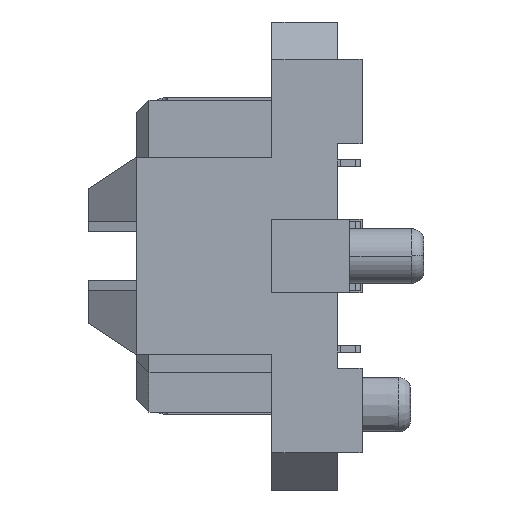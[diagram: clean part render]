
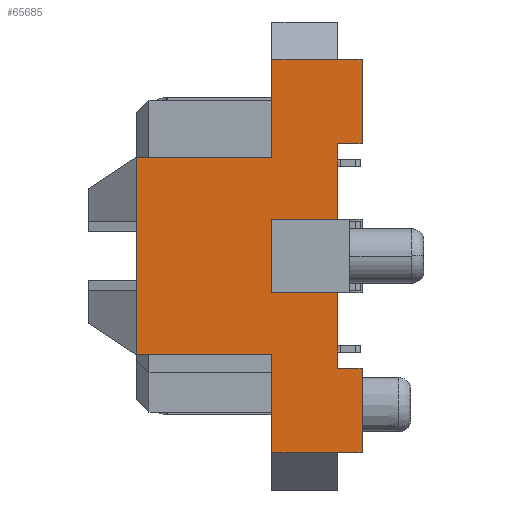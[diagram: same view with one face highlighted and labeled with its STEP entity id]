
A CAD part, left-side view. The second image highlights one B-rep face of the part: STEP entity #65685.
In plain terms, the highlighted planar face has unit normal (-1, 0, 0).
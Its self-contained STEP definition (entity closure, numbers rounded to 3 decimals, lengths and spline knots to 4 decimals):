
#1=DIRECTION('',(0.,0.,-1.));
#2=VECTOR('',#1,2.01);
#3=CARTESIAN_POINT('',(-14.555,1.85,-2.03));
#4=LINE('',#3,#2);
#5=DIRECTION('',(0.,0.,-1.));
#6=VECTOR('',#5,2.01);
#7=CARTESIAN_POINT('',(-14.555,1.85,4.04));
#8=LINE('',#7,#6);
#9=DIRECTION('',(0.,0.,1.));
#10=VECTOR('',#9,1.5);
#11=CARTESIAN_POINT('',(-14.555,1.85,-0.75));
#12=LINE('',#11,#10);
#13=DIRECTION('',(0.,0.,-1.));
#14=VECTOR('',#13,1.55);
#15=CARTESIAN_POINT('',(-14.555,0.5,-0.75));
#16=LINE('',#15,#14);
#21=DIRECTION('',(0.,-1.,0.));
#22=VECTOR('',#21,1.35);
#23=CARTESIAN_POINT('',(-14.555,1.85,-0.75));
#24=LINE('',#23,#22);
#67=DIRECTION('',(0.,1.,0.));
#68=VECTOR('',#67,1.35);
#69=CARTESIAN_POINT('',(-14.555,0.5,0.75));
#70=LINE('',#69,#68);
#75=DIRECTION('',(0.,0.,-1.));
#76=VECTOR('',#75,1.55);
#77=CARTESIAN_POINT('',(-14.555,0.5,2.3));
#78=LINE('',#77,#76);
#115=DIRECTION('',(0.,-1.,0.));
#116=VECTOR('',#115,0.5);
#117=CARTESIAN_POINT('',(-14.555,0.5,2.3));
#118=LINE('',#117,#116);
#127=DIRECTION('',(0.,0.,1.));
#128=VECTOR('',#127,1.74);
#129=CARTESIAN_POINT('',(-14.555,0.,2.3));
#130=LINE('',#129,#128);
#135=DIRECTION('',(0.,1.,0.));
#136=VECTOR('',#135,0.5);
#137=CARTESIAN_POINT('',(-14.555,0.,4.04));
#138=LINE('',#137,#136);
#4981=DIRECTION('',(0.,0.,1.));
#4982=VECTOR('',#4981,1.4);
#4983=CARTESIAN_POINT('',(-14.555,4.62,-0.7));
#4984=LINE('',#4983,#4982);
#11641=DIRECTION('',(0.,-1.,0.));
#11642=VECTOR('',#11641,2.77);
#11643=CARTESIAN_POINT('',(-14.555,4.62,2.03));
#11644=LINE('',#11643,#11642);
#11657=DIRECTION('',(0.,0.,1.));
#11658=VECTOR('',#11657,1.33);
#11659=CARTESIAN_POINT('',(-14.555,4.62,0.7));
#11660=LINE('',#11659,#11658);
#12133=DIRECTION('',(0.,1.,0.));
#12134=VECTOR('',#12133,2.77);
#12135=CARTESIAN_POINT('',(-14.555,1.85,-2.03));
#12136=LINE('',#12135,#12134);
#18925=DIRECTION('',(0.,0.,1.));
#18926=VECTOR('',#18925,1.33);
#18927=CARTESIAN_POINT('',(-14.555,4.62,-2.03));
#18928=LINE('',#18927,#18926);
#49449=DIRECTION('',(0.,1.,0.));
#49450=VECTOR('',#49449,1.35);
#49451=CARTESIAN_POINT('',(-14.555,0.5,-4.04));
#49452=LINE('',#49451,#49450);
#50009=DIRECTION('',(0.,-1.,0.));
#50010=VECTOR('',#50009,0.5);
#50011=CARTESIAN_POINT('',(-14.555,0.5,-4.04));
#50012=LINE('',#50011,#50010);
#50013=DIRECTION('',(0.,0.,1.));
#50014=VECTOR('',#50013,1.74);
#50015=CARTESIAN_POINT('',(-14.555,0.,-4.04));
#50016=LINE('',#50015,#50014);
#50025=DIRECTION('',(0.,1.,0.));
#50026=VECTOR('',#50025,0.5);
#50027=CARTESIAN_POINT('',(-14.555,0.,-2.3));
#50028=LINE('',#50027,#50026);
#50947=DIRECTION('',(0.,-1.,0.));
#50948=VECTOR('',#50947,1.35);
#50949=CARTESIAN_POINT('',(-14.555,1.85,4.04));
#50950=LINE('',#50949,#50948);
#57773=CARTESIAN_POINT('',(-14.555,1.85,-0.75));
#57774=CARTESIAN_POINT('',(-14.555,1.85,0.75));
#57775=VERTEX_POINT('',#57773);
#57776=VERTEX_POINT('',#57774);
#57943=CARTESIAN_POINT('',(-14.555,1.85,4.04));
#57944=VERTEX_POINT('',#57943);
#57945=CARTESIAN_POINT('',(-14.555,1.85,2.03));
#57946=VERTEX_POINT('',#57945);
#57995=CARTESIAN_POINT('',(-14.555,1.85,-2.03));
#57996=VERTEX_POINT('',#57995);
#57997=CARTESIAN_POINT('',(-14.555,1.85,-4.04));
#57998=VERTEX_POINT('',#57997);
#58129=CARTESIAN_POINT('',(-14.555,0.5,-0.75));
#58130=CARTESIAN_POINT('',(-14.555,0.5,-2.3));
#58131=VERTEX_POINT('',#58129);
#58132=VERTEX_POINT('',#58130);
#58133=CARTESIAN_POINT('',(-14.555,0.,-2.3));
#58134=VERTEX_POINT('',#58133);
#58135=CARTESIAN_POINT('',(-14.555,0.,-4.04));
#58136=VERTEX_POINT('',#58135);
#58137=CARTESIAN_POINT('',(-14.555,0.5,-4.04));
#58138=VERTEX_POINT('',#58137);
#58139=CARTESIAN_POINT('',(-14.555,4.62,-2.03));
#58140=VERTEX_POINT('',#58139);
#58141=CARTESIAN_POINT('',(-14.555,4.62,-0.7));
#58142=VERTEX_POINT('',#58141);
#58143=CARTESIAN_POINT('',(-14.555,4.62,0.7));
#58144=VERTEX_POINT('',#58143);
#58145=CARTESIAN_POINT('',(-14.555,4.62,2.03));
#58146=VERTEX_POINT('',#58145);
#58147=CARTESIAN_POINT('',(-14.555,0.5,4.04));
#58148=VERTEX_POINT('',#58147);
#58149=CARTESIAN_POINT('',(-14.555,0.,4.04));
#58150=VERTEX_POINT('',#58149);
#58151=CARTESIAN_POINT('',(-14.555,0.,2.3));
#58152=VERTEX_POINT('',#58151);
#58153=CARTESIAN_POINT('',(-14.555,0.5,2.3));
#58154=VERTEX_POINT('',#58153);
#58155=CARTESIAN_POINT('',(-14.555,0.5,0.75));
#58156=VERTEX_POINT('',#58155);
#65639=CARTESIAN_POINT('',(-14.555,2.31,0.));
#65640=DIRECTION('',(1.,0.,0.));
#65641=DIRECTION('',(0.,0.,1.));
#65642=AXIS2_PLACEMENT_3D('',#65639,#65640,#65641);
#65643=PLANE('',#65642);
#65645=ORIENTED_EDGE('',*,*,#65644,.T.);
#65647=ORIENTED_EDGE('',*,*,#65646,.F.);
#65649=ORIENTED_EDGE('',*,*,#65648,.F.);
#65651=ORIENTED_EDGE('',*,*,#65650,.F.);
#65653=ORIENTED_EDGE('',*,*,#65652,.T.);
#65655=ORIENTED_EDGE('',*,*,#65654,.F.);
#65657=ORIENTED_EDGE('',*,*,#65656,.T.);
#65659=ORIENTED_EDGE('',*,*,#65658,.T.);
#65661=ORIENTED_EDGE('',*,*,#65660,.T.);
#65663=ORIENTED_EDGE('',*,*,#65662,.T.);
#65665=ORIENTED_EDGE('',*,*,#65664,.T.);
#65667=ORIENTED_EDGE('',*,*,#65666,.F.);
#65669=ORIENTED_EDGE('',*,*,#65668,.T.);
#65671=ORIENTED_EDGE('',*,*,#65670,.F.);
#65673=ORIENTED_EDGE('',*,*,#65672,.F.);
#65675=ORIENTED_EDGE('',*,*,#65674,.F.);
#65677=ORIENTED_EDGE('',*,*,#65676,.T.);
#65679=ORIENTED_EDGE('',*,*,#65678,.T.);
#65680=ORIENTED_EDGE('',*,*,#65628,.F.);
#65682=ORIENTED_EDGE('',*,*,#65681,.T.);
#65683=EDGE_LOOP('',(#65645,#65647,#65649,#65651,#65653,#65655,#65657,#65659,
#65661,#65663,#65665,#65667,#65669,#65671,#65673,#65675,#65677,#65679,#65680,
#65682));
#65684=FACE_OUTER_BOUND('',#65683,.F.);
#65628=EDGE_CURVE('',#57775,#57776,#12,.T.);
#65644=EDGE_CURVE('',#58131,#58132,#16,.T.);
#65646=EDGE_CURVE('',#58134,#58132,#50028,.T.);
#65648=EDGE_CURVE('',#58136,#58134,#50016,.T.);
#65650=EDGE_CURVE('',#58138,#58136,#50012,.T.);
#65652=EDGE_CURVE('',#58138,#57998,#49452,.T.);
#65654=EDGE_CURVE('',#57996,#57998,#4,.T.);
#65656=EDGE_CURVE('',#57996,#58140,#12136,.T.);
#65658=EDGE_CURVE('',#58140,#58142,#18928,.T.);
#65660=EDGE_CURVE('',#58142,#58144,#4984,.T.);
#65662=EDGE_CURVE('',#58144,#58146,#11660,.T.);
#65664=EDGE_CURVE('',#58146,#57946,#11644,.T.);
#65666=EDGE_CURVE('',#57944,#57946,#8,.T.);
#65668=EDGE_CURVE('',#57944,#58148,#50950,.T.);
#65670=EDGE_CURVE('',#58150,#58148,#138,.T.);
#65672=EDGE_CURVE('',#58152,#58150,#130,.T.);
#65674=EDGE_CURVE('',#58154,#58152,#118,.T.);
#65676=EDGE_CURVE('',#58154,#58156,#78,.T.);
#65678=EDGE_CURVE('',#58156,#57776,#70,.T.);
#65681=EDGE_CURVE('',#57775,#58131,#24,.T.);
#65685=ADVANCED_FACE('',(#65684),#65643,.F.);
